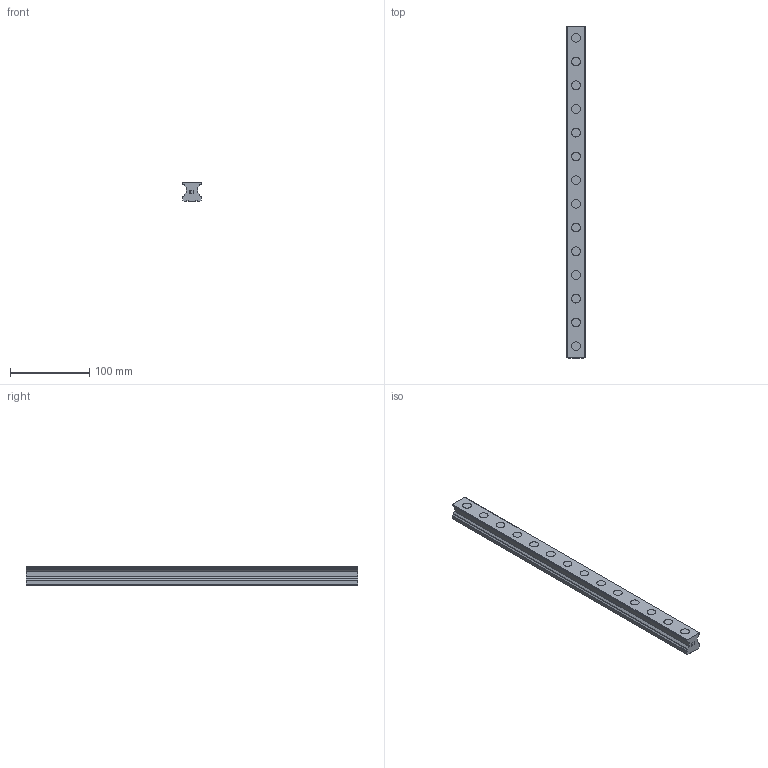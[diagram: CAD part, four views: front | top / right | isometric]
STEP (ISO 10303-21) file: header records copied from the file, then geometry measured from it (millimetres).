
FILE_DESCRIPTION(('STEP AP214'),'1');
FILE_NAME('cctmp_5E56133C-F2A2-4A9D-B43E-D3A9C43FB2E5_2021_03_10_17_18_21_0378..stp','2021-03-10T16:18:21',('HIWIN GmbH'),('CADClick - www.CADClick.com'),'Spatial InterOp 3D',' ','unknown authorization');
FILE_SCHEMA(('AUTOMOTIVE_DESIGN'));
Length unit declared in the file: millimetre
Products named in the file (1): RGR25R420H_FILE
Bounding box: 23 x 420 x 23.6 mm (x, y, z)
Volume: 168427.5 mm3; surface area: 52885 mm2
Topology: 1 solids, 1 shells, 243 faces, 585 edges, 390 vertices
Faces by surface type: plane 141, cylinder 102
Entity records: 9091 total; most frequent: DIRECTION 1277, CARTESIAN_POINT 1219, ORIENTED_EDGE 1170, EDGE_CURVE 585, AXIS2_PLACEMENT_3D 448, VERTEX_POINT 390, LINE 381, VECTOR 381
